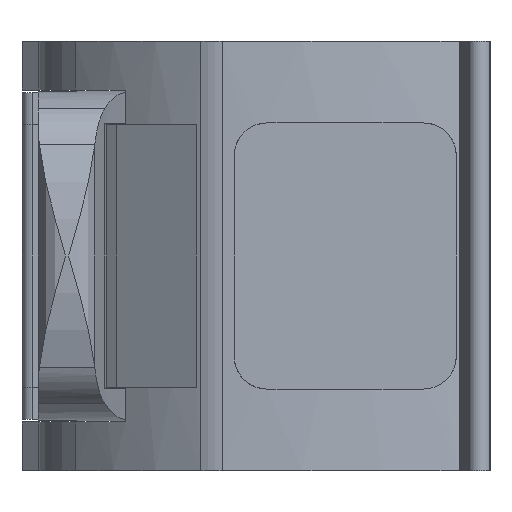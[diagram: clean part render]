
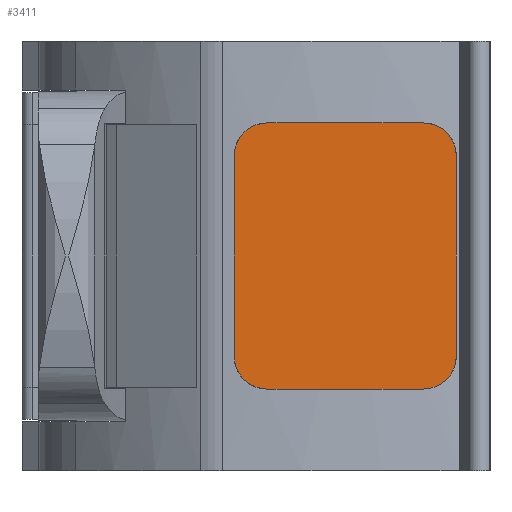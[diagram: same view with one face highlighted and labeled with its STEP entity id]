
A CAD part, left-side view. The second image highlights one B-rep face of the part: STEP entity #3411.
In plain terms, the highlighted planar face has unit normal (-1, 0, 0).
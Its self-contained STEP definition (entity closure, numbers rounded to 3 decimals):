
#183=CIRCLE('',#3617,0.6);
#184=CIRCLE('',#3620,0.6);
#185=CIRCLE('',#3622,0.6);
#187=CIRCLE('',#3627,0.6);
#383=FACE_OUTER_BOUND('',#559,.T.);
#559=EDGE_LOOP('',(#2353,#2354,#2355,#2356,#2357,#2358,#2359,#2360));
#751=LINE('',#5008,#1095);
#755=LINE('',#5051,#1099);
#759=LINE('',#5058,#1103);
#760=LINE('',#5078,#1104);
#1095=VECTOR('',#3977,10.);
#1099=VECTOR('',#3993,10.);
#1103=VECTOR('',#3999,10.);
#1104=VECTOR('',#4008,10.);
#1452=VERTEX_POINT('',#4998);
#1453=VERTEX_POINT('',#5000);
#1455=VERTEX_POINT('',#5005);
#1458=VERTEX_POINT('',#5022);
#1459=VERTEX_POINT('',#5024);
#1462=VERTEX_POINT('',#5044);
#1464=VERTEX_POINT('',#5050);
#1466=VERTEX_POINT('',#5056);
#1800=EDGE_CURVE('',#1452,#1453,#183,.T.);
#1804=EDGE_CURVE('',#1453,#1455,#751,.T.);
#1807=EDGE_CURVE('',#1458,#1459,#184,.T.);
#1811=EDGE_CURVE('',#1455,#1462,#185,.T.);
#1814=EDGE_CURVE('',#1462,#1464,#755,.T.);
#1818=EDGE_CURVE('',#1466,#1458,#759,.T.);
#1821=EDGE_CURVE('',#1464,#1466,#187,.T.);
#1823=EDGE_CURVE('',#1459,#1452,#760,.T.);
#2353=ORIENTED_EDGE('',*,*,#1823,.F.);
#2354=ORIENTED_EDGE('',*,*,#1807,.F.);
#2355=ORIENTED_EDGE('',*,*,#1818,.F.);
#2356=ORIENTED_EDGE('',*,*,#1821,.F.);
#2357=ORIENTED_EDGE('',*,*,#1814,.F.);
#2358=ORIENTED_EDGE('',*,*,#1811,.F.);
#2359=ORIENTED_EDGE('',*,*,#1804,.F.);
#2360=ORIENTED_EDGE('',*,*,#1800,.F.);
#3299=PLANE('',#3630);
#3411=ADVANCED_FACE('',(#383),#3299,.F.);
#3617=AXIS2_PLACEMENT_3D('',#5001,#3970,#3971);
#3620=AXIS2_PLACEMENT_3D('',#5025,#3981,#3982);
#3622=AXIS2_PLACEMENT_3D('',#5045,#3986,#3987);
#3627=AXIS2_PLACEMENT_3D('',#5075,#4002,#4003);
#3630=AXIS2_PLACEMENT_3D('',#5079,#4009,#4010);
#3970=DIRECTION('center_axis',(1.,0.,0.));
#3971=DIRECTION('ref_axis',(0.,0.,1.));
#3977=DIRECTION('',(0.,0.,-1.));
#3981=DIRECTION('center_axis',(1.,0.,0.));
#3982=DIRECTION('ref_axis',(0.,1.,0.));
#3986=DIRECTION('center_axis',(1.,0.,0.));
#3987=DIRECTION('ref_axis',(0.,-1.,0.));
#3993=DIRECTION('',(0.,1.,0.));
#3999=DIRECTION('',(0.,0.,1.));
#4002=DIRECTION('center_axis',(1.,0.,0.));
#4003=DIRECTION('ref_axis',(0.,0.,-1.));
#4008=DIRECTION('',(0.,-1.,0.));
#4009=DIRECTION('center_axis',(1.,0.,0.));
#4010=DIRECTION('ref_axis',(0.,0.,-1.));
#4998=CARTESIAN_POINT('',(-15.65,1.22,6.395));
#5000=CARTESIAN_POINT('',(-15.65,0.62,5.795));
#5001=CARTESIAN_POINT('Origin',(-15.65,1.22,5.795));
#5005=CARTESIAN_POINT('',(-15.65,0.62,2.105));
#5008=CARTESIAN_POINT('',(-15.65,0.62,5.795));
#5022=CARTESIAN_POINT('',(-15.65,4.7,5.795));
#5024=CARTESIAN_POINT('',(-15.65,4.1,6.395));
#5025=CARTESIAN_POINT('Origin',(-15.65,4.1,5.795));
#5044=CARTESIAN_POINT('',(-15.65,1.22,1.505));
#5045=CARTESIAN_POINT('Origin',(-15.65,1.22,2.105));
#5050=CARTESIAN_POINT('',(-15.65,4.1,1.505));
#5051=CARTESIAN_POINT('',(-15.65,1.22,1.505));
#5056=CARTESIAN_POINT('',(-15.65,4.7,2.105));
#5058=CARTESIAN_POINT('',(-15.65,4.7,2.105));
#5075=CARTESIAN_POINT('Origin',(-15.65,4.1,2.105));
#5078=CARTESIAN_POINT('',(-15.65,4.1,6.395));
#5079=CARTESIAN_POINT('Origin',(-15.65,2.66,3.95));
